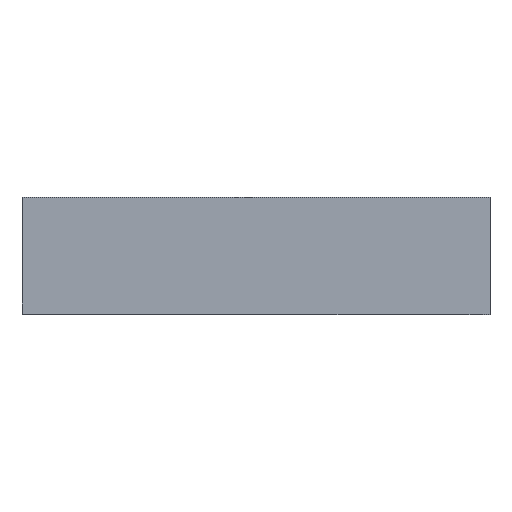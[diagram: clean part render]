
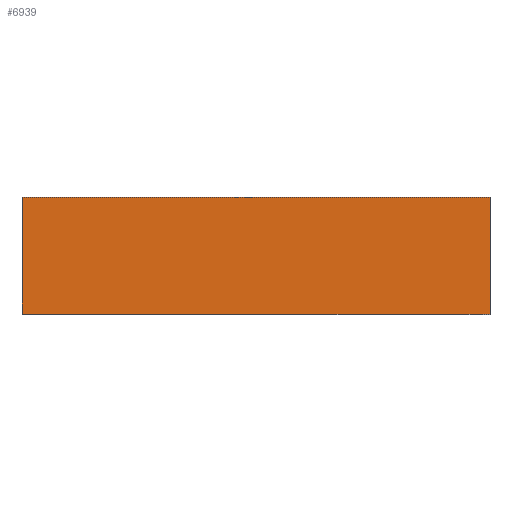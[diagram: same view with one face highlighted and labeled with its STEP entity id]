
A CAD part, top view. The second image highlights one B-rep face of the part: STEP entity #6939.
In plain terms, the highlighted planar face has unit normal (0, 0, 1).
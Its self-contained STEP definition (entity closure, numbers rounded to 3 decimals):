
#128=CARTESIAN_POINT('Vertex',(12.,20.,40.)) ;
#142=CARTESIAN_POINT('Vertex',(-68.,20.,40.)) ;
#145=CARTESIAN_POINT('Line Origine',(-28.,20.,40.)) ;
#801=CARTESIAN_POINT('Vertex',(12.,0.,40.)) ;
#804=CARTESIAN_POINT('Line Origine',(-28.,0.,40.)) ;
#808=CARTESIAN_POINT('Vertex',(-68.,0.,40.)) ;
#6918=CARTESIAN_POINT('Axis2P3D Location',(12.,-20.,40.)) ;
#6923=CARTESIAN_POINT('Line Origine',(12.,10.,40.)) ;
#6928=CARTESIAN_POINT('Line Origine',(-68.,10.,40.)) ;
#146=DIRECTION('Vector Direction',(-1.,0.,0.)) ;
#805=DIRECTION('Vector Direction',(1.,0.,0.)) ;
#6919=DIRECTION('Axis2P3D Direction',(0.,-0.,1.)) ;
#6920=DIRECTION('Axis2P3D XDirection',(0.,1.,0.)) ;
#6924=DIRECTION('Vector Direction',(0.,-1.,0.)) ;
#6929=DIRECTION('Vector Direction',(0.,1.,0.)) ;
#6921=AXIS2_PLACEMENT_3D('Plane Axis2P3D',#6918,#6919,#6920) ;
#6934=ORIENTED_EDGE('',*,*,#810,.T.) ;
#6935=ORIENTED_EDGE('',*,*,#6927,.F.) ;
#6936=ORIENTED_EDGE('',*,*,#149,.T.) ;
#6937=ORIENTED_EDGE('',*,*,#6932,.F.) ;
#147=VECTOR('Line Direction',#146,1.) ;
#806=VECTOR('Line Direction',#805,1.) ;
#6925=VECTOR('Line Direction',#6924,1.) ;
#6930=VECTOR('Line Direction',#6929,1.) ;
#6939=ADVANCED_FACE('moule sup',(#6938),#6922,.T.) ;
#149=EDGE_CURVE('',#129,#143,#148,.T.) ;
#810=EDGE_CURVE('',#809,#802,#807,.T.) ;
#6927=EDGE_CURVE('',#129,#802,#6926,.T.) ;
#6932=EDGE_CURVE('',#809,#143,#6931,.T.) ;
#6933=EDGE_LOOP('',(#6934,#6935,#6936,#6937)) ;
#6938=FACE_OUTER_BOUND('',#6933,.T.) ;
#148=LINE('Line',#145,#147) ;
#807=LINE('Line',#804,#806) ;
#6926=LINE('Line',#6923,#6925) ;
#6931=LINE('Line',#6928,#6930) ;
#6922=PLANE('',#6921) ;
#129=VERTEX_POINT('',#128) ;
#143=VERTEX_POINT('',#142) ;
#802=VERTEX_POINT('',#801) ;
#809=VERTEX_POINT('',#808) ;
